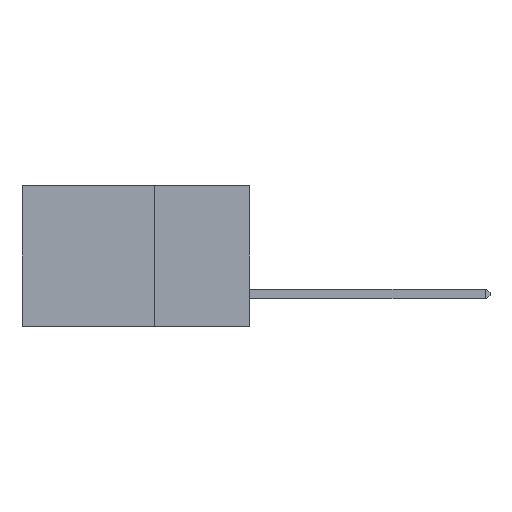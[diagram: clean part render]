
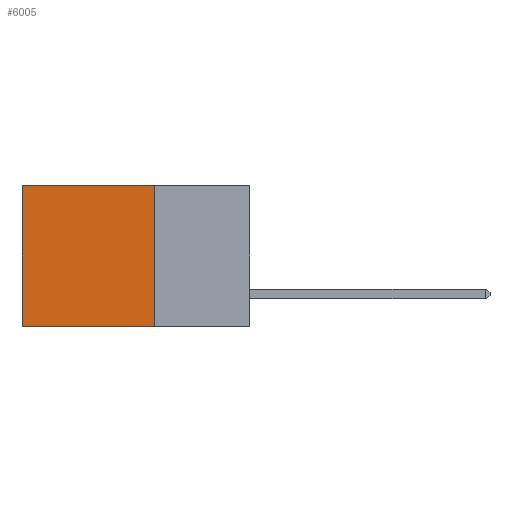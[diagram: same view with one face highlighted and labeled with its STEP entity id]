
A CAD part, left-side view. The second image highlights one B-rep face of the part: STEP entity #6005.
In plain terms, the highlighted planar face has unit normal (-1, 0, 0).
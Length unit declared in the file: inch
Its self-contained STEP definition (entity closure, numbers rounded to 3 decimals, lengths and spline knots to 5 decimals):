
#160 = EDGE_CURVE ( 'NONE', #13858, #14192, #12751, .T. ) ;
#495 = AXIS2_PLACEMENT_3D ( 'NONE', #11321, #4447, #12409 ) ;
#503 = ORIENTED_EDGE ( 'NONE', *, *, #8977, .T. ) ;
#1301 = DIRECTION ( 'NONE',  ( 0., 0., -1. ) ) ;
#1947 = EDGE_LOOP ( 'NONE', ( #503, #6789, #7133, #13209 ) ) ;
#2128 = PLANE ( 'NONE',  #495 ) ;
#2391 = LINE ( 'NONE', #13693, #13996 ) ;
#2456 = CARTESIAN_POINT ( 'NONE',  ( 0.2875, 0.6, -0.37 ) ) ;
#2473 = DIRECTION ( 'NONE',  ( 0., 0., -1. ) ) ;
#2608 = CARTESIAN_POINT ( 'NONE',  ( 0.2875, 0.6, 0. ) ) ;
#3063 = LINE ( 'NONE', #2608, #11469 ) ;
#3081 = VERTEX_POINT ( 'NONE', #2456 ) ;
#3261 = CARTESIAN_POINT ( 'NONE',  ( 0.2875, 0.6, 0. ) ) ;
#3471 = FACE_OUTER_BOUND ( 'NONE', #1947, .T. ) ;
#3913 = CARTESIAN_POINT ( 'NONE',  ( 0.2875, 0.25, 0. ) ) ;
#4084 = VECTOR ( 'NONE', #13251, 39.37008 ) ;
#4447 = DIRECTION ( 'NONE',  ( 1., 0., 0. ) ) ;
#6005 = ADVANCED_FACE ( 'NONE', ( #3471 ), #2128, .F. ) ;
#6789 = ORIENTED_EDGE ( 'NONE', *, *, #10631, .F. ) ;
#7133 = ORIENTED_EDGE ( 'NONE', *, *, #9642, .F. ) ;
#8375 = LINE ( 'NONE', #10991, #10766 ) ;
#8707 = DIRECTION ( 'NONE',  ( 0., 1., 0. ) ) ;
#8977 = EDGE_CURVE ( 'NONE', #14192, #3081, #3063, .T. ) ;
#9642 = EDGE_CURVE ( 'NONE', #13858, #12076, #2391, .T. ) ;
#10631 = EDGE_CURVE ( 'NONE', #12076, #3081, #8375, .T. ) ;
#10766 = VECTOR ( 'NONE', #8707, 39.37008 ) ;
#10991 = CARTESIAN_POINT ( 'NONE',  ( 0.2875, 0.25, -0.37 ) ) ;
#11321 = CARTESIAN_POINT ( 'NONE',  ( 0.2875, 0.25, 0. ) ) ;
#11469 = VECTOR ( 'NONE', #1301, 39.37008 ) ;
#12076 = VERTEX_POINT ( 'NONE', #12481 ) ;
#12409 = DIRECTION ( 'NONE',  ( 0., 0., -1. ) ) ;
#12481 = CARTESIAN_POINT ( 'NONE',  ( 0.2875, 0.25, -0.37 ) ) ;
#12751 = LINE ( 'NONE', #13759, #4084 ) ;
#13209 = ORIENTED_EDGE ( 'NONE', *, *, #160, .T. ) ;
#13251 = DIRECTION ( 'NONE',  ( 0., 1., 0. ) ) ;
#13693 = CARTESIAN_POINT ( 'NONE',  ( 0.2875, 0.25, 0. ) ) ;
#13759 = CARTESIAN_POINT ( 'NONE',  ( 0.2875, 0.25, 0. ) ) ;
#13858 = VERTEX_POINT ( 'NONE', #3913 ) ;
#13996 = VECTOR ( 'NONE', #2473, 39.37008 ) ;
#14192 = VERTEX_POINT ( 'NONE', #3261 ) ;
